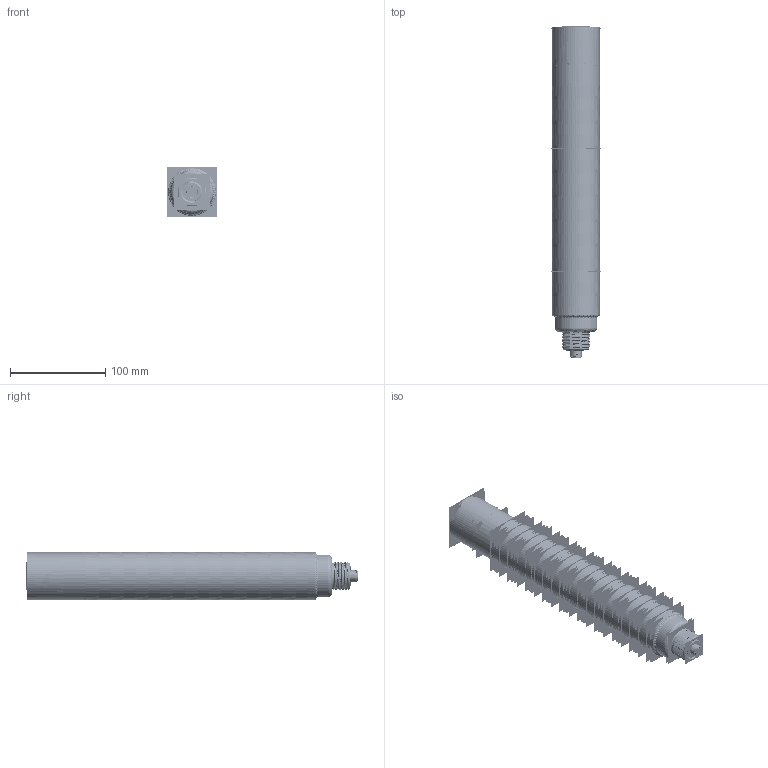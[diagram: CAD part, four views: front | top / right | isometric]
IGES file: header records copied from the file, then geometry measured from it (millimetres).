
Start section:  PTC IGES file: 205871.igs
Global section: file name: 205871.igs; native system: Creo Parametric by PTC Inc.; preprocessor: 2016260; author: pdmadmin; organization: Unknown; date: 20180427.140110; units: millimetre
Bounding box: 52.04 x 348.19 x 52 mm (x, y, z)
Volume: 215564.5 mm3; surface area: 2047732.5 mm2
Topology: 25 solids, 25 shells, 7190 faces, 35984 edges, 44870 vertices
Faces by surface type: bspline 4404, revolution 2786
